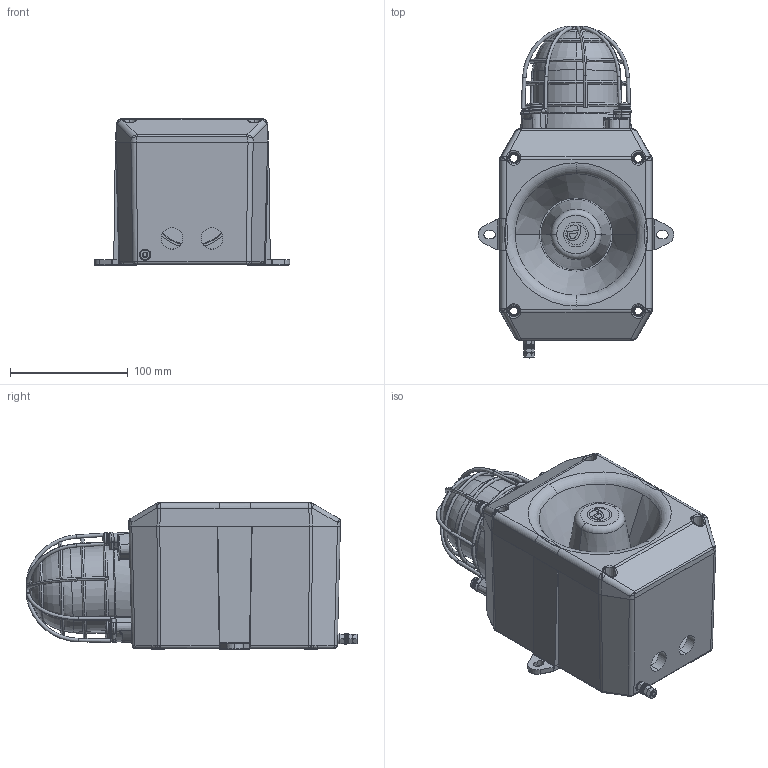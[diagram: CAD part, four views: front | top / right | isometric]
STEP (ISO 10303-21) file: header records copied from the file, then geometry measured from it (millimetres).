
FILE_DESCRIPTION (( 'STEP AP214' ), '1' );
FILE_NAME ('SK0305-3D_Issue_1.STEP', '2015-02-24T14:29:56', ( 'User' ), ( '' ), 'SwSTEP 2.0', 'SolidWorks 2015', '' );
FILE_SCHEMA (( 'AUTOMOTIVE_DESIGN' ));
Length unit declared in the file: millimetre
Products named in the file (1): SK0305-3D_Issue_1
Bounding box: 166.23 x 282.45 x 125 mm (x, y, z)
Surface area: 245649 mm2 (no closed solid volume)
Topology: 0 solids, 72 shells, 869 faces, 3406 edges, 2549 vertices
Faces by surface type: plane 273, cylinder 206, bspline 133, torus 131, cone 111, sphere 15
Entity records: 57389 total; most frequent: CARTESIAN_POINT 22129, ORIENTED_EDGE 4928, DIRECTION 4820, EDGE_CURVE 3382, VERTEX_POINT 2549, AXIS2_PLACEMENT_3D 1638, LINE 1544, VECTOR 1544
